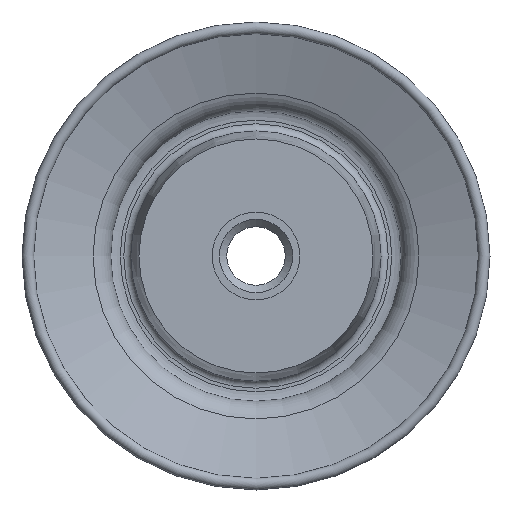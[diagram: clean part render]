
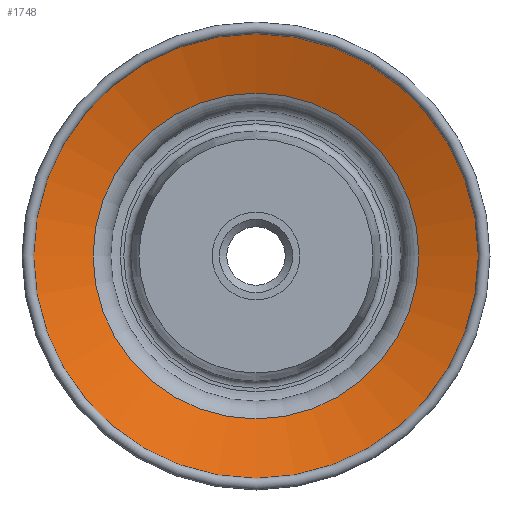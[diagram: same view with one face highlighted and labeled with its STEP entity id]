
A CAD part, front view. The second image highlights one B-rep face of the part: STEP entity #1748.
In plain terms, the highlighted conical face has half-angle 70.762 degrees and reference radius 15.2 mm.
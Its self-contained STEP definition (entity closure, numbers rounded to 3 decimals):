
#128=CONICAL_SURFACE('',#1880,15.2,1.235);
#158=CIRCLE('',#1879,15.2);
#159=CIRCLE('',#1881,11.138);
#245=ORIENTED_EDGE('',*,*,#763,.F.);
#246=ORIENTED_EDGE('',*,*,#762,.T.);
#762=EDGE_CURVE('',#1020,#1020,#158,.T.);
#763=EDGE_CURVE('',#1021,#1021,#159,.T.);
#1020=VERTEX_POINT('',#2559);
#1021=VERTEX_POINT('',#2562);
#1408=EDGE_LOOP('',(#245));
#1409=EDGE_LOOP('',(#246));
#1546=FACE_BOUND('',#1408,.T.);
#1547=FACE_BOUND('',#1409,.T.);
#1748=ADVANCED_FACE('',(#1546,#1547),#128,.F.);
#1879=AXIS2_PLACEMENT_3D('',#2558,#2083,#2084);
#1880=AXIS2_PLACEMENT_3D('',#2560,#2085,#2086);
#1881=AXIS2_PLACEMENT_3D('',#2561,#2087,#2088);
#2083=DIRECTION('',(0.,-1.,0.));
#2084=DIRECTION('',(0.,0.,-1.));
#2085=DIRECTION('',(0.,-1.,0.));
#2086=DIRECTION('',(0.,0.,-1.));
#2087=DIRECTION('',(0.,-1.,0.));
#2088=DIRECTION('',(0.,0.,-1.));
#2558=CARTESIAN_POINT('',(0.,0.408,0.));
#2559=CARTESIAN_POINT('',(0.,0.408,-15.2));
#2560=CARTESIAN_POINT('',(0.,0.408,0.));
#2561=CARTESIAN_POINT('',(0.,1.826,0.));
#2562=CARTESIAN_POINT('',(0.,1.826,-11.138));
